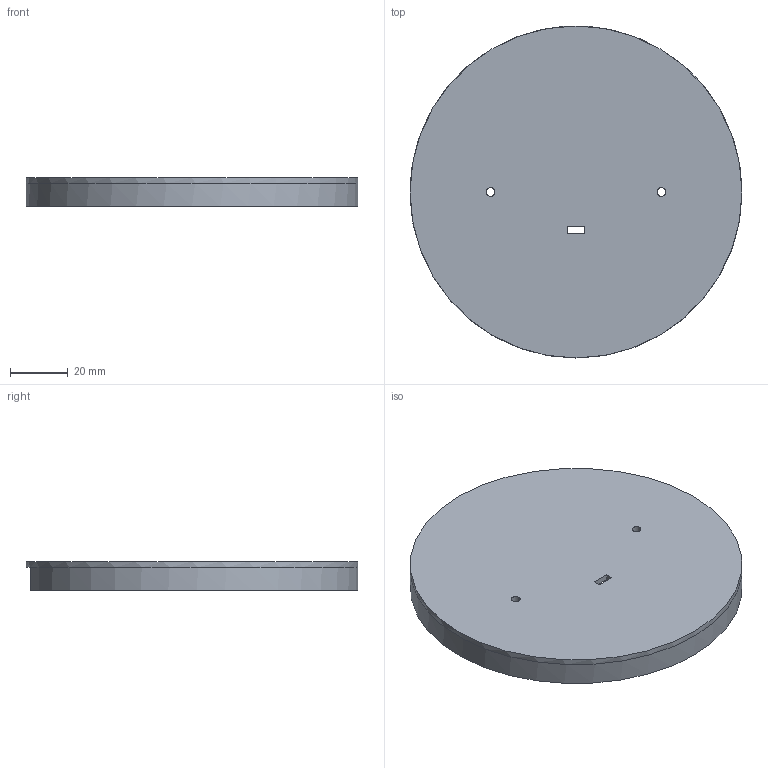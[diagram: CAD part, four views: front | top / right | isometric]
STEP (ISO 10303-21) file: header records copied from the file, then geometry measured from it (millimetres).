
FILE_DESCRIPTION(('FreeCAD Model'),'2;1');
FILE_NAME('Open CASCADE Shape Model','2025-02-28T14:29:13',(''),(''), 'Open CASCADE STEP processor 7.7','FreeCAD','Unknown');
FILE_SCHEMA(('AUTOMOTIVE_DESIGN { 1 0 10303 214 1 1 1 1 }'));
Length unit declared in the file: millimetre
Products named in the file (1): Body001
Bounding box: 115 x 115 x 10 mm (x, y, z)
Volume: 28658.9 mm3; surface area: 28211.9 mm2
Topology: 1 solids, 1 shells, 23 faces, 58 edges, 38 vertices
Faces by surface type: plane 16, cylinder 7
Full cylindrical faces by diameter (mm): 3 x2, 115 x1
Entity records: 729 total; most frequent: DIRECTION 121, CARTESIAN_POINT 120, ORIENTED_EDGE 116, EDGE_CURVE 58, LINE 43, VECTOR 43, AXIS2_PLACEMENT_3D 39, VERTEX_POINT 38
